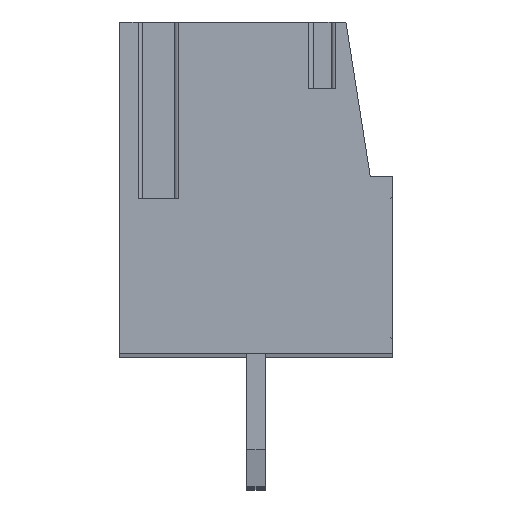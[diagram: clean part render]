
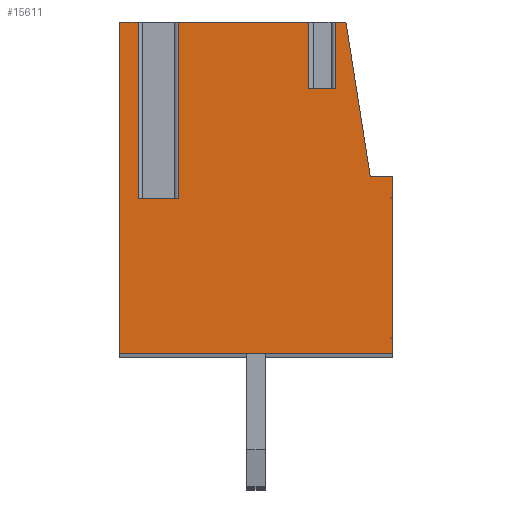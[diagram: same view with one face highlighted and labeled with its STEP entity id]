
A CAD part, top view. The second image highlights one B-rep face of the part: STEP entity #15611.
In plain terms, the highlighted planar face has unit normal (0, 0, 1).
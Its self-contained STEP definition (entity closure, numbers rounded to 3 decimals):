
#4481=DIRECTION('',(0.,1.,0.));
#4482=VECTOR('',#4481,1.8);
#4483=CARTESIAN_POINT('',(1.436,2.4,1.75));
#4484=LINE('',#4483,#4482);
#4485=DIRECTION('',(0.,1.,0.));
#4486=VECTOR('',#4485,1.8);
#4487=CARTESIAN_POINT('',(2.164,2.4,1.75));
#4488=LINE('',#4487,#4486);
#4489=DIRECTION('',(-1.,0.,0.));
#4490=VECTOR('',#4489,0.276);
#4491=CARTESIAN_POINT('',(2.44,4.2,1.75));
#4492=LINE('',#4491,#4490);
#4493=DIRECTION('',(-0.155,0.988,0.));
#4494=VECTOR('',#4493,4.252);
#4495=CARTESIAN_POINT('',(3.1,0.,1.75));
#4496=LINE('',#4495,#4494);
#4497=DIRECTION('',(-1.,0.,0.));
#4498=VECTOR('',#4497,0.6);
#4499=CARTESIAN_POINT('',(3.7,0.,1.75));
#4500=LINE('',#4499,#4498);
#4501=DIRECTION('',(0.,1.,0.));
#4502=VECTOR('',#4501,4.8);
#4503=CARTESIAN_POINT('',(3.7,-4.8,1.75));
#4504=LINE('',#4503,#4502);
#4505=DIRECTION('',(1.,0.,0.));
#4506=VECTOR('',#4505,7.4);
#4507=CARTESIAN_POINT('',(-3.7,-4.8,1.75));
#4508=LINE('',#4507,#4506);
#4509=DIRECTION('',(0.,-1.,0.));
#4510=VECTOR('',#4509,9.);
#4511=CARTESIAN_POINT('',(-3.7,4.2,1.75));
#4512=LINE('',#4511,#4510);
#4513=DIRECTION('',(-1.,0.,0.));
#4514=VECTOR('',#4513,0.504);
#4515=CARTESIAN_POINT('',(-3.196,4.2,1.75));
#4516=LINE('',#4515,#4514);
#4517=DIRECTION('',(0.,1.,0.));
#4518=VECTOR('',#4517,4.8);
#4519=CARTESIAN_POINT('',(-3.196,-0.6,1.75));
#4520=LINE('',#4519,#4518);
#4521=DIRECTION('',(-1.,0.,0.));
#4522=VECTOR('',#4521,1.093);
#4523=CARTESIAN_POINT('',(-2.104,-0.6,1.75));
#4524=LINE('',#4523,#4522);
#4525=DIRECTION('',(0.,1.,0.));
#4526=VECTOR('',#4525,4.8);
#4527=CARTESIAN_POINT('',(-2.104,-0.6,1.75));
#4528=LINE('',#4527,#4526);
#4529=DIRECTION('',(-1.,0.,0.));
#4530=VECTOR('',#4529,3.54);
#4531=CARTESIAN_POINT('',(1.436,4.2,1.75));
#4532=LINE('',#4531,#4530);
#4542=DIRECTION('',(1.,0.,0.));
#4543=VECTOR('',#4542,0.728);
#4544=CARTESIAN_POINT('',(1.436,2.4,1.75));
#4545=LINE('',#4544,#4543);
#7213=CARTESIAN_POINT('',(3.7,0.,1.75));
#7214=CARTESIAN_POINT('',(3.1,0.,1.75));
#7215=VERTEX_POINT('',#7213);
#7216=VERTEX_POINT('',#7214);
#7217=CARTESIAN_POINT('',(2.44,4.2,1.75));
#7218=VERTEX_POINT('',#7217);
#7219=CARTESIAN_POINT('',(-3.7,4.2,1.75));
#7220=CARTESIAN_POINT('',(-3.7,-4.8,1.75));
#7221=VERTEX_POINT('',#7219);
#7222=VERTEX_POINT('',#7220);
#7223=CARTESIAN_POINT('',(3.7,-4.8,1.75));
#7224=VERTEX_POINT('',#7223);
#7233=CARTESIAN_POINT('',(-2.104,-0.6,1.75));
#7234=CARTESIAN_POINT('',(-3.196,-0.6,1.75));
#7235=VERTEX_POINT('',#7233);
#7236=VERTEX_POINT('',#7234);
#7237=CARTESIAN_POINT('',(-3.196,4.2,1.75));
#7238=VERTEX_POINT('',#7237);
#7239=CARTESIAN_POINT('',(-2.104,4.2,1.75));
#7240=VERTEX_POINT('',#7239);
#7245=CARTESIAN_POINT('',(1.436,4.2,1.75));
#7246=VERTEX_POINT('',#7245);
#7248=CARTESIAN_POINT('',(2.164,4.2,1.75));
#7250=VERTEX_POINT('',#7248);
#7313=CARTESIAN_POINT('',(1.436,2.4,1.75));
#7314=VERTEX_POINT('',#7313);
#7316=CARTESIAN_POINT('',(2.164,2.4,1.75));
#7318=VERTEX_POINT('',#7316);
#15580=CARTESIAN_POINT('',(0.,0.,1.75));
#15581=DIRECTION('',(0.,0.,1.));
#15582=DIRECTION('',(1.,0.,0.));
#15583=AXIS2_PLACEMENT_3D('',#15580,#15581,#15582);
#15584=PLANE('',#15583);
#15586=ORIENTED_EDGE('',*,*,#15585,.F.);
#15588=ORIENTED_EDGE('',*,*,#15587,.T.);
#15590=ORIENTED_EDGE('',*,*,#15589,.T.);
#15591=ORIENTED_EDGE('',*,*,#9446,.F.);
#15593=ORIENTED_EDGE('',*,*,#15592,.F.);
#15595=ORIENTED_EDGE('',*,*,#15594,.F.);
#15597=ORIENTED_EDGE('',*,*,#15596,.F.);
#15599=ORIENTED_EDGE('',*,*,#15598,.F.);
#15600=ORIENTED_EDGE('',*,*,#14733,.F.);
#15601=ORIENTED_EDGE('',*,*,#9470,.F.);
#15603=ORIENTED_EDGE('',*,*,#15602,.F.);
#15605=ORIENTED_EDGE('',*,*,#15604,.F.);
#15607=ORIENTED_EDGE('',*,*,#15606,.T.);
#15608=ORIENTED_EDGE('',*,*,#9458,.F.);
#15609=EDGE_LOOP('',(#15586,#15588,#15590,#15591,#15593,#15595,#15597,#15599,
#15600,#15601,#15603,#15605,#15607,#15608));
#15610=FACE_OUTER_BOUND('',#15609,.F.);
#9446=EDGE_CURVE('',#7218,#7250,#4492,.T.);
#9458=EDGE_CURVE('',#7246,#7240,#4532,.T.);
#9470=EDGE_CURVE('',#7238,#7221,#4516,.T.);
#14733=EDGE_CURVE('',#7221,#7222,#4512,.T.);
#15585=EDGE_CURVE('',#7314,#7246,#4484,.T.);
#15587=EDGE_CURVE('',#7314,#7318,#4545,.T.);
#15589=EDGE_CURVE('',#7318,#7250,#4488,.T.);
#15592=EDGE_CURVE('',#7216,#7218,#4496,.T.);
#15594=EDGE_CURVE('',#7215,#7216,#4500,.T.);
#15596=EDGE_CURVE('',#7224,#7215,#4504,.T.);
#15598=EDGE_CURVE('',#7222,#7224,#4508,.T.);
#15602=EDGE_CURVE('',#7236,#7238,#4520,.T.);
#15604=EDGE_CURVE('',#7235,#7236,#4524,.T.);
#15606=EDGE_CURVE('',#7235,#7240,#4528,.T.);
#15611=ADVANCED_FACE('',(#15610),#15584,.T.);
